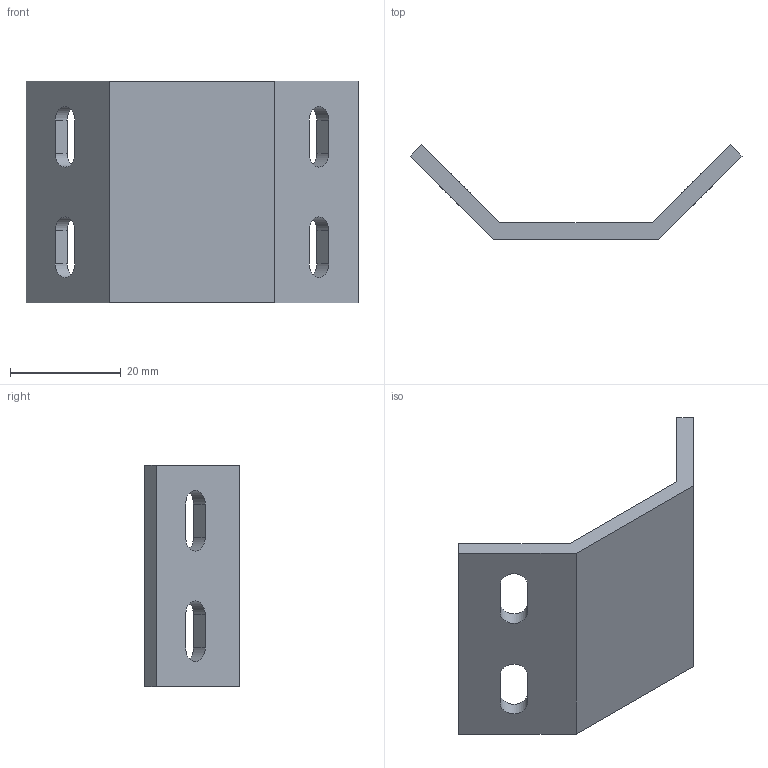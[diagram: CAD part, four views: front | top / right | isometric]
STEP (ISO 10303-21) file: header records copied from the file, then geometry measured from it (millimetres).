
FILE_DESCRIPTION (( 'STEP AP214' ), '1' );
FILE_NAME ('Ñáîðêà3.STEP', '2024-04-15T12:39:31', ( '' ), ( '' ), 'SwSTEP 2.0', 'SolidWorks 2022', '' );
FILE_SCHEMA (( 'AUTOMOTIVE_DESIGN' ));
Length unit declared in the file: millimetre
Products named in the file (2): B490 Угловой соединитель 20x40, паз 6_00; Сборка3
Assembly tree (1 placements, depth 2):
  Сборка3
    B490 Угловой соединитель 20x40, паз 6_00
Bounding box: 60 x 17.14 x 40 mm (x, y, z)
Volume: 7799.4 mm3; surface area: 6191.8 mm2
Topology: 1 solids, 1 shells, 26 faces, 72 edges, 48 vertices
Faces by surface type: plane 18, cylinder 8
Entity records: 914 total; most frequent: CARTESIAN_POINT 150, DIRECTION 148, ORIENTED_EDGE 144, EDGE_CURVE 72, VECTOR 56, LINE 56, VERTEX_POINT 48, AXIS2_PLACEMENT_3D 46
